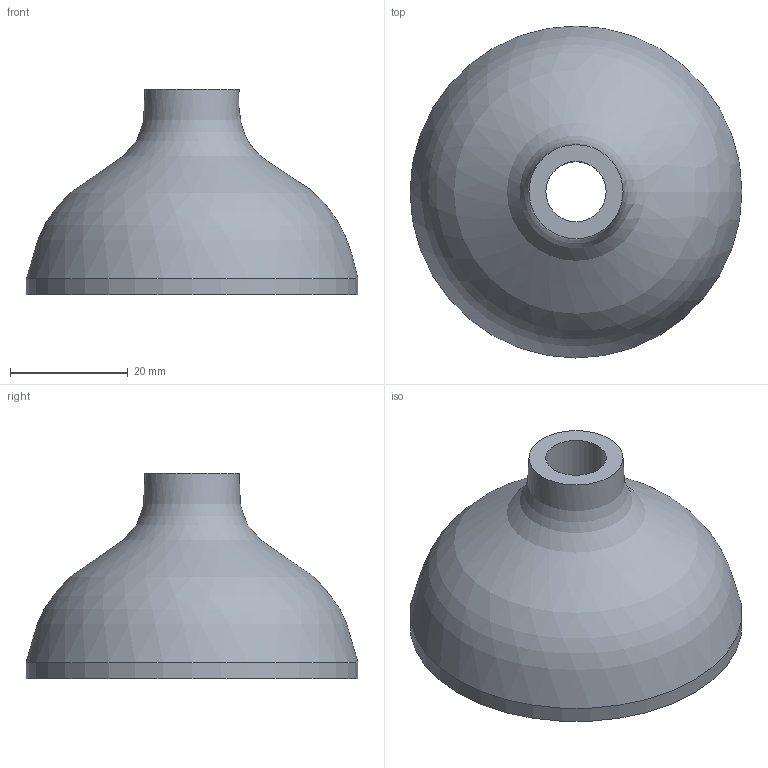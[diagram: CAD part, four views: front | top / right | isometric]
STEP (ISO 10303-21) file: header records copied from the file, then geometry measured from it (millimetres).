
FILE_DESCRIPTION(/* description */ ('STEP AP242','CAx-IF Rec.Pracs.---Representation and Presentation of Product Manufacturing Information (PMI)---4.0---2014-10-13','CAx-IF Rec.Pracs.---3D Tessellated Geometry---0.4---2014-09-14','2;1','CAx-IF Rec.Pracs.---User Defined Attributes---1.5---2016-08-15'),/* implementation_level */ '2;1');
FILE_NAME(/* name */ '691cdc19e502d233a7b87124',/* time_stamp */ '2025-11-18T20:50:33Z',/* author */ (''),/* organization */ (''),/* preprocessor_version */ 'ST-DEVELOPER v20',/* originating_system */ 'ONSHAPE BY PTC INC, 1.206',/* authorisation */ ' ');
FILE_SCHEMA (('AP242_MANAGED_MODEL_BASED_3D_ENGINEERING_MIM_LF { 1 0 10303 442 1 1 4 }'));
Length unit declared in the file: metre
Products named in the file (1): Base rounded - JJ
Bounding box: 56.49 x 56.49 x 35 mm (x, y, z)
Volume: 40983.8 mm3; surface area: 9683.4 mm2
Topology: 1 solids, 2 shells, 13 faces, 25 edges, 17 vertices
Faces by surface type: plane 5, cylinder 5, cone 2, bspline 1
Full cylindrical faces by diameter (mm): 4.1 x1, 10.25 x1, 15 x1, 16 x1, 56.495 x1
Entity records: 381 total; most frequent: CARTESIAN_POINT 130, DIRECTION 52, ORIENTED_EDGE 28, AXIS2_PLACEMENT_3D 26, EDGE_LOOP 25, FACE_BOUND 25, EDGE_CURVE 14, VERTEX_POINT 13
